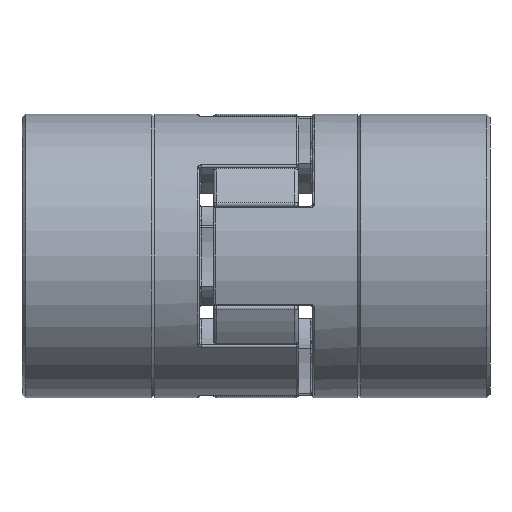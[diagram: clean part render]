
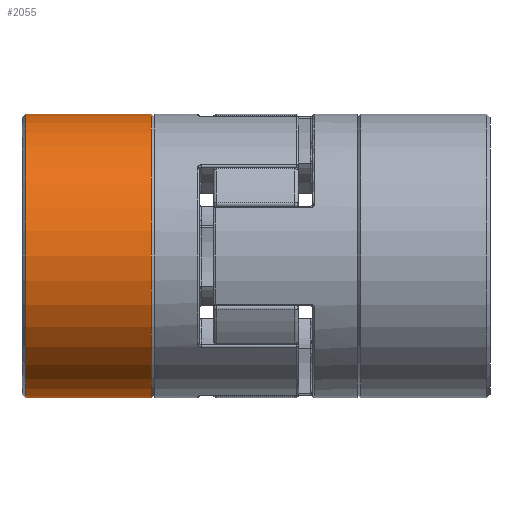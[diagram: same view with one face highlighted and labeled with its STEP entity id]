
A CAD part, front view. The second image highlights one B-rep face of the part: STEP entity #2055.
In plain terms, the highlighted cylindrical face has radius 20 mm (diameter 40 mm), a partial arc.
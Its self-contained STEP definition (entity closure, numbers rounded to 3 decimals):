
#1777 = EDGE_CURVE ( 'NONE', #3209, #3201, #7843, .T. ) ;
#1781 = EDGE_CURVE ( 'NONE', #3209, #3207, #7855, .T. ) ;
#1789 = EDGE_CURVE ( 'NONE', #3207, #3202, #7862, .T. ) ;
#1791 = EDGE_CURVE ( 'NONE', #3202, #3201, #7866, .T. ) ;
#2055 = ADVANCED_FACE ( 'NONE', ( #8265 ), #8274, .T. ) ;
#2430 = ORIENTED_EDGE ( 'NONE', *, *, #1777, .F. ) ;
#2431 = ORIENTED_EDGE ( 'NONE', *, *, #1781, .T. ) ;
#2432 = ORIENTED_EDGE ( 'NONE', *, *, #1789, .T. ) ;
#2433 = ORIENTED_EDGE ( 'NONE', *, *, #1791, .T. ) ;
#3201 = VERTEX_POINT ( 'NONE', #11058 ) ;
#3202 = VERTEX_POINT ( 'NONE', #11059 ) ;
#3207 = VERTEX_POINT ( 'NONE', #11062 ) ;
#3209 = VERTEX_POINT ( 'NONE', #11063 ) ;
#3571 = EDGE_LOOP ( 'NONE', ( #2430, #2431, #2432, #2433 ) ) ;
#5160 = AXIS2_PLACEMENT_3D ( 'NONE', #7604, #7605, #7606 ) ;
#5164 = AXIS2_PLACEMENT_3D ( 'NONE', #7622, #7631, #7632 ) ;
#5362 = AXIS2_PLACEMENT_3D ( 'NONE', #9205, #9204, #9200 ) ;
#7593 = CARTESIAN_POINT ( 'NONE',  ( 42.319, 0., -20. ) ) ;
#7595 = DIRECTION ( 'NONE',  ( -1., 0., 0. ) ) ;
#7604 = CARTESIAN_POINT ( 'NONE',  ( -14.75, 0., 0. ) ) ;
#7605 = DIRECTION ( 'NONE',  ( -1., 0., 0. ) ) ;
#7606 = DIRECTION ( 'NONE',  ( 0., 0., 1. ) ) ;
#7615 = CARTESIAN_POINT ( 'NONE',  ( 42.319, 0., 20. ) ) ;
#7622 = CARTESIAN_POINT ( 'NONE',  ( -32.5, 0., 0. ) ) ;
#7626 = DIRECTION ( 'NONE',  ( -1., 0., 0. ) ) ;
#7631 = DIRECTION ( 'NONE',  ( 1., 0., 0. ) ) ;
#7632 = DIRECTION ( 'NONE',  ( 0., 0., 1. ) ) ;
#7843 = LINE ( 'NONE', #7593, #7846 ) ;
#7846 = VECTOR ( 'NONE', #7595, 1000. ) ;
#7855 = CIRCLE ( 'NONE', #5160, 20. ) ;
#7862 = LINE ( 'NONE', #7615, #7864 ) ;
#7864 = VECTOR ( 'NONE', #7626, 1000. ) ;
#7866 = CIRCLE ( 'NONE', #5164, 20. ) ;
#8265 = FACE_OUTER_BOUND ( 'NONE', #3571, .T. ) ;
#8274 = CYLINDRICAL_SURFACE ( 'NONE', #5362, 20. ) ;
#9200 = DIRECTION ( 'NONE',  ( 0., 0., 1. ) ) ;
#9204 = DIRECTION ( 'NONE',  ( -1., 0., 0. ) ) ;
#9205 = CARTESIAN_POINT ( 'NONE',  ( 42.319, 0., 0. ) ) ;
#11058 = CARTESIAN_POINT ( 'NONE',  ( -32.5, 0., -20. ) ) ;
#11059 = CARTESIAN_POINT ( 'NONE',  ( -32.5, 0., 20. ) ) ;
#11062 = CARTESIAN_POINT ( 'NONE',  ( -14.75, 0., 20. ) ) ;
#11063 = CARTESIAN_POINT ( 'NONE',  ( -14.75, 0., -20. ) ) ;
